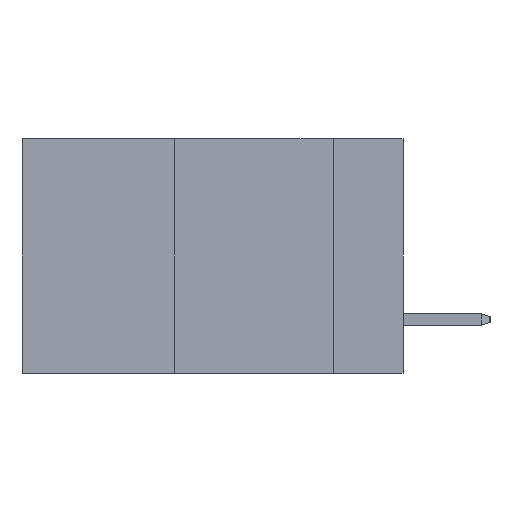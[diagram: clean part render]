
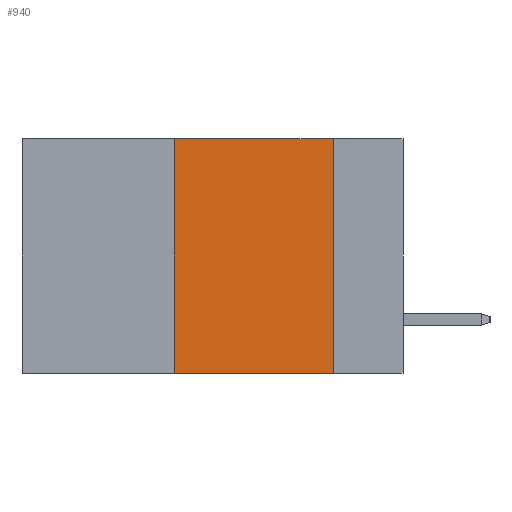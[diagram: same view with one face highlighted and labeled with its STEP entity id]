
A CAD part, left-side view. The second image highlights one B-rep face of the part: STEP entity #940.
In plain terms, the highlighted planar face has unit normal (-1, 0, 0).
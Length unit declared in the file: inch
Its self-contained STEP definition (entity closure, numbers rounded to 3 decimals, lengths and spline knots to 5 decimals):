
#624 = ORIENTED_EDGE ( 'NONE', *, *, #13195, .F. ) ;
#733 = LINE ( 'NONE', #5779, #15407 ) ;
#940 = ADVANCED_FACE ( 'NONE', ( #8206 ), #1011, .F. ) ;
#1011 = PLANE ( 'NONE',  #9761 ) ;
#2759 = CARTESIAN_POINT ( 'NONE',  ( 0., 0.11, -0.37 ) ) ;
#2903 = ORIENTED_EDGE ( 'NONE', *, *, #7979, .T. ) ;
#3023 = CARTESIAN_POINT ( 'NONE',  ( 0., 0.36, -0.37 ) ) ;
#3531 = DIRECTION ( 'NONE',  ( 0., 0., 1. ) ) ;
#4046 = EDGE_LOOP ( 'NONE', ( #8876, #13146, #624, #2903 ) ) ;
#4257 = VECTOR ( 'NONE', #7126, 39.37008 ) ;
#4410 = CARTESIAN_POINT ( 'NONE',  ( 0., 0.6, 0. ) ) ;
#4759 = DIRECTION ( 'NONE',  ( 0., -1., 0. ) ) ;
#5316 = VERTEX_POINT ( 'NONE', #6270 ) ;
#5779 = CARTESIAN_POINT ( 'NONE',  ( 0., 0.36, 0. ) ) ;
#5885 = LINE ( 'NONE', #9603, #4257 ) ;
#6270 = CARTESIAN_POINT ( 'NONE',  ( 0., 0.36, 0. ) ) ;
#7069 = DIRECTION ( 'NONE',  ( 0., 0., -1. ) ) ;
#7126 = DIRECTION ( 'NONE',  ( 0., -1., 0. ) ) ;
#7979 = EDGE_CURVE ( 'NONE', #11711, #11964, #11052, .T. ) ;
#8206 = FACE_OUTER_BOUND ( 'NONE', #4046, .T. ) ;
#8522 = DIRECTION ( 'NONE',  ( 1., 0., 0. ) ) ;
#8876 = ORIENTED_EDGE ( 'NONE', *, *, #9693, .F. ) ;
#9603 = CARTESIAN_POINT ( 'NONE',  ( 0., 0.6, 0. ) ) ;
#9693 = EDGE_CURVE ( 'NONE', #16354, #11964, #10951, .T. ) ;
#9761 = AXIS2_PLACEMENT_3D ( 'NONE', #4410, #8522, #11018 ) ;
#9764 = VECTOR ( 'NONE', #7069, 39.37008 ) ;
#10951 = LINE ( 'NONE', #11038, #9764 ) ;
#11018 = DIRECTION ( 'NONE',  ( 0., 0., -1. ) ) ;
#11038 = CARTESIAN_POINT ( 'NONE',  ( 0., 0.11, 0. ) ) ;
#11052 = LINE ( 'NONE', #16194, #12099 ) ;
#11333 = EDGE_CURVE ( 'NONE', #5316, #16354, #5885, .T. ) ;
#11711 = VERTEX_POINT ( 'NONE', #3023 ) ;
#11820 = CARTESIAN_POINT ( 'NONE',  ( 0., 0.11, 0. ) ) ;
#11964 = VERTEX_POINT ( 'NONE', #2759 ) ;
#12099 = VECTOR ( 'NONE', #4759, 39.37008 ) ;
#13146 = ORIENTED_EDGE ( 'NONE', *, *, #11333, .F. ) ;
#13195 = EDGE_CURVE ( 'NONE', #11711, #5316, #733, .T. ) ;
#15407 = VECTOR ( 'NONE', #3531, 39.37008 ) ;
#16194 = CARTESIAN_POINT ( 'NONE',  ( 0., 0.6, -0.37 ) ) ;
#16354 = VERTEX_POINT ( 'NONE', #11820 ) ;
